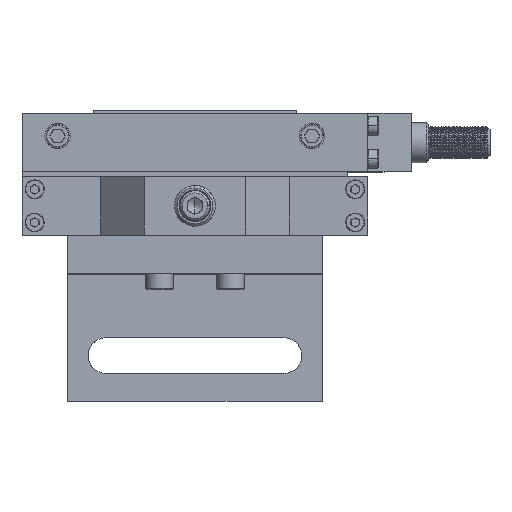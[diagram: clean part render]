
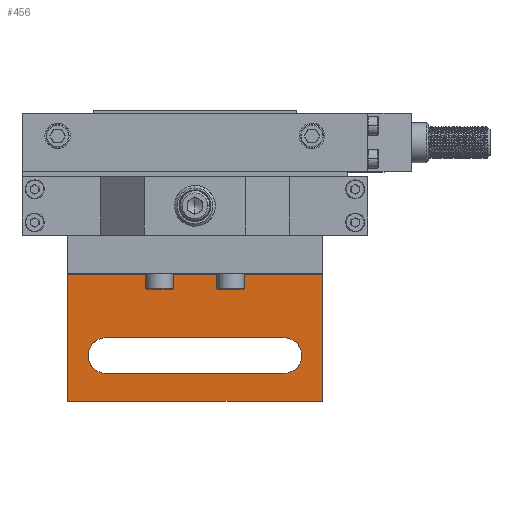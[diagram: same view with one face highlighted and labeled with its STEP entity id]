
A CAD part, top view. The second image highlights one B-rep face of the part: STEP entity #456.
In plain terms, the highlighted planar face has unit normal (0, 0, 1).
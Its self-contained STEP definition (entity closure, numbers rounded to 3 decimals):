
#92=FACE_BOUND('',#3531,.T.);
#456=ADVANCED_FACE('',(#1981,#92),#23150,.T.);
#1981=FACE_OUTER_BOUND('',#3530,.T.);
#3530=EDGE_LOOP('',(#6071,#6072,#6073,#6074));
#3531=EDGE_LOOP('',(#6075,#6076,#6077,#6078));
#6071=ORIENTED_EDGE('',*,*,#13109,.F.);
#6072=ORIENTED_EDGE('',*,*,#12757,.F.);
#6073=ORIENTED_EDGE('',*,*,#12596,.F.);
#6074=ORIENTED_EDGE('',*,*,#12803,.F.);
#6075=ORIENTED_EDGE('',*,*,#13111,.T.);
#6076=ORIENTED_EDGE('',*,*,#13114,.T.);
#6077=ORIENTED_EDGE('',*,*,#13110,.T.);
#6078=ORIENTED_EDGE('',*,*,#13124,.T.);
#12596=EDGE_CURVE('',#20182,#20183,#17288,.T.);
#12757=EDGE_CURVE('',#20183,#20306,#17422,.T.);
#12803=EDGE_CURVE('',#20368,#20182,#17468,.T.);
#13109=EDGE_CURVE('',#20306,#20368,#17683,.T.);
#13110=EDGE_CURVE('',#20524,#20525,#17684,.T.);
#13111=EDGE_CURVE('',#20526,#20523,#17685,.T.);
#13114=EDGE_CURVE('',#20523,#20524,#16479,.T.);
#13124=EDGE_CURVE('',#20525,#20526,#16481,.T.);
#16479=(
BOUNDED_CURVE()
B_SPLINE_CURVE(2,(#29343,#29344,#29345,#29346,#29347),.UNSPECIFIED.,.F.,
 .F.)
B_SPLINE_CURVE_WITH_KNOTS((3,2,3),(-10.996,-5.498,
0.),.UNSPECIFIED.)
CURVE()
GEOMETRIC_REPRESENTATION_ITEM()
RATIONAL_B_SPLINE_CURVE((1.,0.707,1.,0.707,1.))
REPRESENTATION_ITEM('')
);
#16481=(
BOUNDED_CURVE()
B_SPLINE_CURVE(2,(#29369,#29370,#29371,#29372,#29373),.UNSPECIFIED.,.F.,
 .F.)
B_SPLINE_CURVE_WITH_KNOTS((3,2,3),(-10.996,-5.498,
0.),.UNSPECIFIED.)
CURVE()
GEOMETRIC_REPRESENTATION_ITEM()
RATIONAL_B_SPLINE_CURVE((1.,0.707,1.,0.707,1.))
REPRESENTATION_ITEM('')
);
#17288=B_SPLINE_CURVE_WITH_KNOTS('',1,(#27877,#27878),.UNSPECIFIED.,.F.,
 .F.,(2,2),(0.,50.),.UNSPECIFIED.);
#17422=B_SPLINE_CURVE_WITH_KNOTS('',1,(#28417,#28418),.UNSPECIFIED.,.F.,
 .F.,(2,2),(0.,25.),.UNSPECIFIED.);
#17468=B_SPLINE_CURVE_WITH_KNOTS('',1,(#28509,#28510),.UNSPECIFIED.,.F.,
 .F.,(2,2),(0.,25.),.UNSPECIFIED.);
#17683=B_SPLINE_CURVE_WITH_KNOTS('',1,(#29330,#29331),.UNSPECIFIED.,.F.,
 .F.,(2,2),(0.,50.),.UNSPECIFIED.);
#17684=B_SPLINE_CURVE_WITH_KNOTS('',1,(#29332,#29333),.UNSPECIFIED.,.F.,
 .F.,(2,2),(0.,35.),.UNSPECIFIED.);
#17685=B_SPLINE_CURVE_WITH_KNOTS('',1,(#29334,#29335),.UNSPECIFIED.,.F.,
 .F.,(2,2),(0.,35.),.UNSPECIFIED.);
#20182=VERTEX_POINT('',#27319);
#20183=VERTEX_POINT('',#27320);
#20306=VERTEX_POINT('',#27443);
#20368=VERTEX_POINT('',#27505);
#20523=VERTEX_POINT('',#27660);
#20524=VERTEX_POINT('',#27661);
#20525=VERTEX_POINT('',#27662);
#20526=VERTEX_POINT('',#27663);
#23150=PLANE('',#24014);
#24014=AXIS2_PLACEMENT_3D('',#26882,#25359,$);
#25359=DIRECTION('',(0.,0.,1.));
#26882=CARTESIAN_POINT('',(-42.12,-0.88,7.001));
#27319=CARTESIAN_POINT('',(-37.,-3.5,7.001));
#27320=CARTESIAN_POINT('',(13.,-3.5,7.001));
#27443=CARTESIAN_POINT('',(13.,-28.5,7.001));
#27505=CARTESIAN_POINT('',(-37.,-28.5,7.001));
#27660=CARTESIAN_POINT('',(-29.5,-23.,7.001));
#27661=CARTESIAN_POINT('',(-29.5,-16.,7.001));
#27662=CARTESIAN_POINT('',(5.5,-16.,7.001));
#27663=CARTESIAN_POINT('',(5.5,-23.,7.001));
#27877=CARTESIAN_POINT('',(-37.,-3.5,7.001));
#27878=CARTESIAN_POINT('',(13.,-3.5,7.001));
#28417=CARTESIAN_POINT('',(13.,-3.5,7.001));
#28418=CARTESIAN_POINT('',(13.,-28.5,7.001));
#28509=CARTESIAN_POINT('',(-37.,-28.5,7.001));
#28510=CARTESIAN_POINT('',(-37.,-3.5,7.001));
#29330=CARTESIAN_POINT('',(13.,-28.5,7.001));
#29331=CARTESIAN_POINT('',(-37.,-28.5,7.001));
#29332=CARTESIAN_POINT('',(-29.5,-16.,7.001));
#29333=CARTESIAN_POINT('',(5.5,-16.,7.001));
#29334=CARTESIAN_POINT('',(5.5,-23.,7.001));
#29335=CARTESIAN_POINT('',(-29.5,-23.,7.001));
#29343=CARTESIAN_POINT('',(-29.5,-23.,7.001));
#29344=CARTESIAN_POINT('',(-33.,-23.,7.001));
#29345=CARTESIAN_POINT('',(-33.,-19.5,7.001));
#29346=CARTESIAN_POINT('',(-33.,-16.,7.001));
#29347=CARTESIAN_POINT('',(-29.5,-16.,7.001));
#29369=CARTESIAN_POINT('',(5.5,-16.,7.001));
#29370=CARTESIAN_POINT('',(9.,-16.,7.001));
#29371=CARTESIAN_POINT('',(9.,-19.5,7.001));
#29372=CARTESIAN_POINT('',(9.,-23.,7.001));
#29373=CARTESIAN_POINT('',(5.5,-23.,7.001));
